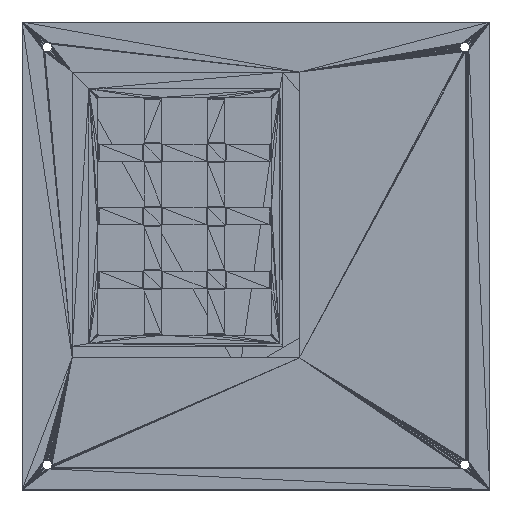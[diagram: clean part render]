
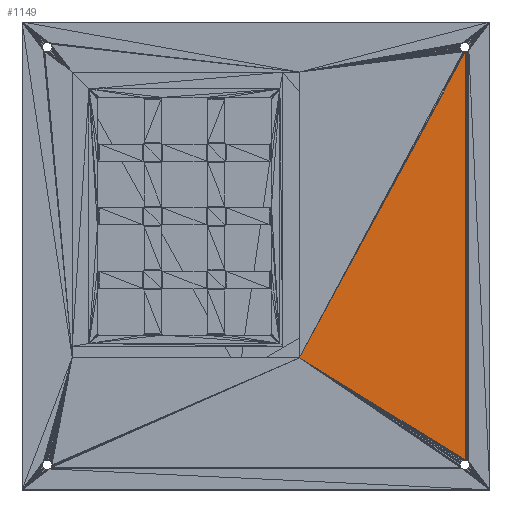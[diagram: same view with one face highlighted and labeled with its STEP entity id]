
A CAD part, top view. The second image highlights one B-rep face of the part: STEP entity #1149.
In plain terms, the highlighted planar face has unit normal (0, 0, 1).
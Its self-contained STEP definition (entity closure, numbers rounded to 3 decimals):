
#1078 = VERTEX_POINT('',#1079);
#1079 = CARTESIAN_POINT('',(112.652,111.058,28.));
#1101 = EDGE_CURVE('',#1078,#1102,#1104,.T.);
#1102 = VERTEX_POINT('',#1103);
#1103 = CARTESIAN_POINT('',(112.652,-11.058,28.));
#1104 = LINE('',#1105,#1106);
#1105 = CARTESIAN_POINT('',(112.652,111.058,28.));
#1106 = VECTOR('',#1107,1.);
#1107 = DIRECTION('',(0.,-1.,0.));
#1126 = VERTEX_POINT('',#1127);
#1127 = CARTESIAN_POINT('',(63.,19.5,28.));
#1133 = EDGE_CURVE('',#1126,#1078,#1134,.T.);
#1134 = LINE('',#1135,#1136);
#1135 = CARTESIAN_POINT('',(63.,19.5,28.));
#1136 = VECTOR('',#1137,1.);
#1137 = DIRECTION('',(0.477,0.879,0.));
#1149 = ADVANCED_FACE('',(#1150),#1160,.T.);
#1150 = FACE_BOUND('',#1151,.T.);
#1151 = EDGE_LOOP('',(#1152,#1153,#1154));
#1152 = ORIENTED_EDGE('',*,*,#1101,.F.);
#1153 = ORIENTED_EDGE('',*,*,#1133,.F.);
#1154 = ORIENTED_EDGE('',*,*,#1155,.T.);
#1155 = EDGE_CURVE('',#1126,#1102,#1156,.T.);
#1156 = LINE('',#1157,#1158);
#1157 = CARTESIAN_POINT('',(63.,19.5,28.));
#1158 = VECTOR('',#1159,1.);
#1159 = DIRECTION('',(0.852,-0.524,0.));
#1160 = PLANE('',#1161);
#1161 = AXIS2_PLACEMENT_3D('',#1162,#1163,#1164);
#1162 = CARTESIAN_POINT('',(98.479,46.213,28.));
#1163 = DIRECTION('',(0.,0.,1.));
#1164 = DIRECTION('',(1.,0.,-0.));
